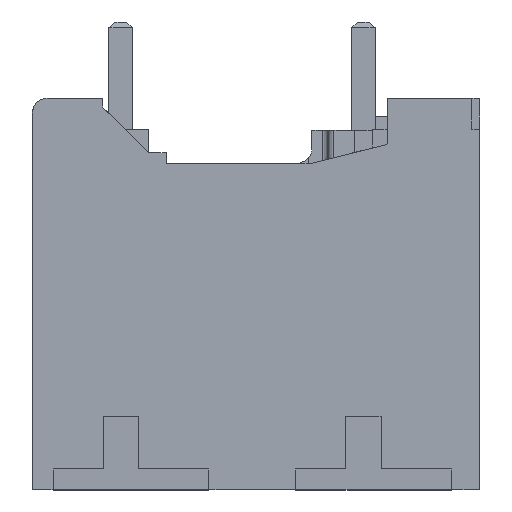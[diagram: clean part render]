
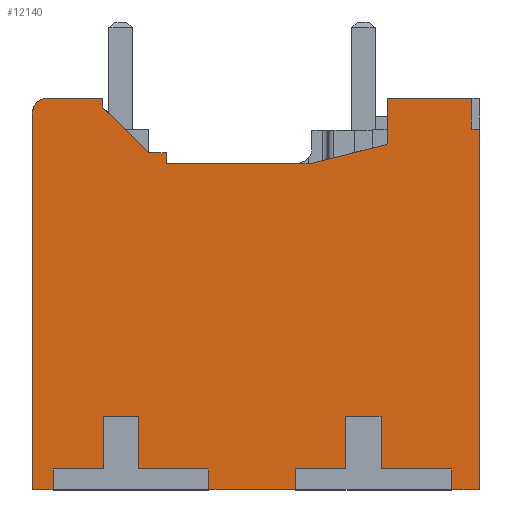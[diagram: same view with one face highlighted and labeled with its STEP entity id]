
A CAD part, top view. The second image highlights one B-rep face of the part: STEP entity #12140.
In plain terms, the highlighted planar face has unit normal (0, 0, 1).
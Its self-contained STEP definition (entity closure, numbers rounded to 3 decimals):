
#2643=DIRECTION('',(0.,1.,0.));
#2644=VECTOR('',#2643,12.25);
#2645=CARTESIAN_POINT('',(12.2,0.,2.2));
#2646=LINE('',#2645,#2644);
#2832=DIRECTION('',(-1.,0.,0.));
#2833=VECTOR('',#2832,4.959);
#2834=CARTESIAN_POINT('',(6.505,11.1,2.2));
#2835=LINE('',#2834,#2833);
#3936=DIRECTION('',(0.707,0.707,0.));
#3937=VECTOR('',#3936,0.039);
#3938=CARTESIAN_POINT('',(9.032,11.732,2.2));
#3939=LINE('',#3938,#3937);
#3940=DIRECTION('',(0.,1.,0.));
#3941=VECTOR('',#3940,1.541);
#3942=CARTESIAN_POINT('',(9.059,11.759,2.2));
#3943=LINE('',#3942,#3941);
#3944=DIRECTION('',(1.,0.,0.));
#3945=VECTOR('',#3944,2.878);
#3946=CARTESIAN_POINT('',(9.059,13.3,2.2));
#3947=LINE('',#3946,#3945);
#3948=DIRECTION('',(0.,-1.,0.));
#3949=VECTOR('',#3948,1.05);
#3950=CARTESIAN_POINT('',(11.938,13.3,2.2));
#3951=LINE('',#3950,#3949);
#3952=DIRECTION('',(-1.,0.,0.));
#3953=VECTOR('',#3952,0.95);
#3954=CARTESIAN_POINT('',(12.2,0.,2.2));
#3955=LINE('',#3954,#3953);
#3956=DIRECTION('',(0.,1.,0.));
#3957=VECTOR('',#3956,0.7);
#3958=CARTESIAN_POINT('',(11.25,0.,2.2));
#3959=LINE('',#3958,#3957);
#3960=DIRECTION('',(0.,1.,0.));
#3961=VECTOR('',#3960,1.8);
#3962=CARTESIAN_POINT('',(8.85,0.7,2.2));
#3963=LINE('',#3962,#3961);
#3964=DIRECTION('',(-1.,0.,0.));
#3965=VECTOR('',#3964,2.95);
#3966=CARTESIAN_POINT('',(5.95,0.,2.2));
#3967=LINE('',#3966,#3965);
#3968=DIRECTION('',(0.,1.,0.));
#3969=VECTOR('',#3968,0.7);
#3970=CARTESIAN_POINT('',(3.,0.,2.2));
#3971=LINE('',#3970,#3969);
#3972=DIRECTION('',(0.,1.,0.));
#3973=VECTOR('',#3972,1.8);
#3974=CARTESIAN_POINT('',(0.6,0.7,2.2));
#3975=LINE('',#3974,#3973);
#3976=DIRECTION('',(-1.,0.,0.));
#3977=VECTOR('',#3976,0.7);
#3978=CARTESIAN_POINT('',(-2.3,0.,2.2));
#3979=LINE('',#3978,#3977);
#3980=CARTESIAN_POINT('',(-2.5,12.8,2.2));
#3981=DIRECTION('',(0.,0.,-1.));
#3982=DIRECTION('',(-1.,0.,0.));
#3983=AXIS2_PLACEMENT_3D('',#3980,#3981,#3982);
#3985=DIRECTION('',(1.,0.,0.));
#3986=VECTOR('',#3985,1.895);
#3987=CARTESIAN_POINT('',(-2.5,13.3,2.2));
#3988=LINE('',#3987,#3986);
#3989=DIRECTION('',(0.,-1.,0.));
#3990=VECTOR('',#3989,0.295);
#3991=CARTESIAN_POINT('',(-0.605,13.3,2.2));
#3992=LINE('',#3991,#3990);
#3993=DIRECTION('',(0.707,-0.707,0.));
#3994=VECTOR('',#3993,2.199);
#3995=CARTESIAN_POINT('',(-0.605,13.005,2.2));
#3996=LINE('',#3995,#3994);
#3997=DIRECTION('',(1.,0.,0.));
#3998=VECTOR('',#3997,0.596);
#3999=CARTESIAN_POINT('',(0.949,11.451,2.2));
#4000=LINE('',#3999,#3998);
#4001=DIRECTION('',(0.,-1.,0.));
#4002=VECTOR('',#4001,0.351);
#4003=CARTESIAN_POINT('',(1.546,11.451,2.2));
#4004=LINE('',#4003,#4002);
#4005=DIRECTION('',(0.97,0.243,0.));
#4006=VECTOR('',#4005,2.604);
#4007=CARTESIAN_POINT('',(6.505,11.1,2.2));
#4008=LINE('',#4007,#4006);
#4477=DIRECTION('',(-1.,0.,0.));
#4478=VECTOR('',#4477,0.262);
#4479=CARTESIAN_POINT('',(12.2,12.25,2.2));
#4480=LINE('',#4479,#4478);
#4493=DIRECTION('',(1.,0.,0.));
#4494=VECTOR('',#4493,2.4);
#4495=CARTESIAN_POINT('',(8.85,0.7,2.2));
#4496=LINE('',#4495,#4494);
#4541=DIRECTION('',(1.,0.,0.));
#4542=VECTOR('',#4541,1.7);
#4543=CARTESIAN_POINT('',(5.95,0.7,2.2));
#4544=LINE('',#4543,#4542);
#4545=DIRECTION('',(0.,1.,0.));
#4546=VECTOR('',#4545,1.8);
#4547=CARTESIAN_POINT('',(7.65,0.7,2.2));
#4548=LINE('',#4547,#4546);
#4553=DIRECTION('',(1.,0.,0.));
#4554=VECTOR('',#4553,1.2);
#4555=CARTESIAN_POINT('',(7.65,2.5,2.2));
#4556=LINE('',#4555,#4554);
#4561=DIRECTION('',(0.,1.,0.));
#4562=VECTOR('',#4561,0.7);
#4563=CARTESIAN_POINT('',(5.95,0.,2.2));
#4564=LINE('',#4563,#4562);
#4573=DIRECTION('',(1.,0.,0.));
#4574=VECTOR('',#4573,2.4);
#4575=CARTESIAN_POINT('',(0.6,0.7,2.2));
#4576=LINE('',#4575,#4574);
#4621=DIRECTION('',(1.,0.,0.));
#4622=VECTOR('',#4621,1.7);
#4623=CARTESIAN_POINT('',(-2.3,0.7,2.2));
#4624=LINE('',#4623,#4622);
#4625=DIRECTION('',(0.,1.,0.));
#4626=VECTOR('',#4625,1.8);
#4627=CARTESIAN_POINT('',(-0.6,0.7,2.2));
#4628=LINE('',#4627,#4626);
#4633=DIRECTION('',(1.,0.,0.));
#4634=VECTOR('',#4633,1.2);
#4635=CARTESIAN_POINT('',(-0.6,2.5,2.2));
#4636=LINE('',#4635,#4634);
#4641=DIRECTION('',(0.,1.,0.));
#4642=VECTOR('',#4641,0.7);
#4643=CARTESIAN_POINT('',(-2.3,0.,2.2));
#4644=LINE('',#4643,#4642);
#4649=DIRECTION('',(0.,-1.,0.));
#4650=VECTOR('',#4649,12.8);
#4651=CARTESIAN_POINT('',(-3.,12.8,2.2));
#4652=LINE('',#4651,#4650);
#5269=CARTESIAN_POINT('',(-3.,0.,2.2));
#5270=VERTEX_POINT('',#5269);
#5271=CARTESIAN_POINT('',(-2.3,0.,2.2));
#5272=VERTEX_POINT('',#5271);
#5277=CARTESIAN_POINT('',(3.,0.,2.2));
#5278=VERTEX_POINT('',#5277);
#5279=CARTESIAN_POINT('',(5.95,0.,2.2));
#5280=VERTEX_POINT('',#5279);
#5285=CARTESIAN_POINT('',(11.25,0.,2.2));
#5286=VERTEX_POINT('',#5285);
#5287=CARTESIAN_POINT('',(12.2,0.,2.2));
#5288=VERTEX_POINT('',#5287);
#5649=CARTESIAN_POINT('',(12.2,12.25,2.2));
#5650=VERTEX_POINT('',#5649);
#5655=CARTESIAN_POINT('',(9.032,11.732,2.2));
#5656=CARTESIAN_POINT('',(9.059,11.759,2.2));
#5657=VERTEX_POINT('',#5655);
#5658=VERTEX_POINT('',#5656);
#5659=CARTESIAN_POINT('',(9.059,13.3,2.2));
#5660=VERTEX_POINT('',#5659);
#5661=CARTESIAN_POINT('',(11.938,13.3,2.2));
#5662=VERTEX_POINT('',#5661);
#5663=CARTESIAN_POINT('',(11.938,12.25,2.2));
#5664=VERTEX_POINT('',#5663);
#5665=CARTESIAN_POINT('',(11.25,0.7,2.2));
#5666=VERTEX_POINT('',#5665);
#5667=CARTESIAN_POINT('',(8.85,0.7,2.2));
#5668=VERTEX_POINT('',#5667);
#5669=CARTESIAN_POINT('',(8.85,2.5,2.2));
#5670=VERTEX_POINT('',#5669);
#5671=CARTESIAN_POINT('',(7.65,2.5,2.2));
#5672=VERTEX_POINT('',#5671);
#5673=CARTESIAN_POINT('',(7.65,0.7,2.2));
#5674=VERTEX_POINT('',#5673);
#5675=CARTESIAN_POINT('',(5.95,0.7,2.2));
#5676=VERTEX_POINT('',#5675);
#5677=CARTESIAN_POINT('',(3.,0.7,2.2));
#5678=VERTEX_POINT('',#5677);
#5679=CARTESIAN_POINT('',(0.6,0.7,2.2));
#5680=VERTEX_POINT('',#5679);
#5681=CARTESIAN_POINT('',(0.6,2.5,2.2));
#5682=VERTEX_POINT('',#5681);
#5683=CARTESIAN_POINT('',(-0.6,2.5,2.2));
#5684=VERTEX_POINT('',#5683);
#5685=CARTESIAN_POINT('',(-0.6,0.7,2.2));
#5686=VERTEX_POINT('',#5685);
#5687=CARTESIAN_POINT('',(-2.3,0.7,2.2));
#5688=VERTEX_POINT('',#5687);
#5689=CARTESIAN_POINT('',(-3.,12.8,2.2));
#5690=VERTEX_POINT('',#5689);
#5691=CARTESIAN_POINT('',(-2.5,13.3,2.2));
#5692=VERTEX_POINT('',#5691);
#5693=CARTESIAN_POINT('',(-0.605,13.3,2.2));
#5694=VERTEX_POINT('',#5693);
#5695=CARTESIAN_POINT('',(-0.605,13.005,2.2));
#5696=VERTEX_POINT('',#5695);
#5697=CARTESIAN_POINT('',(0.949,11.451,2.2));
#5698=VERTEX_POINT('',#5697);
#5699=CARTESIAN_POINT('',(1.546,11.451,2.2));
#5700=VERTEX_POINT('',#5699);
#5701=CARTESIAN_POINT('',(1.546,11.1,2.2));
#5702=VERTEX_POINT('',#5701);
#5703=CARTESIAN_POINT('',(6.505,11.1,2.2));
#5704=VERTEX_POINT('',#5703);
#12081=CARTESIAN_POINT('',(0.,0.,2.2));
#12082=DIRECTION('',(0.,0.,1.));
#12083=DIRECTION('',(1.,0.,0.));
#12084=AXIS2_PLACEMENT_3D('',#12081,#12082,#12083);
#12085=PLANE('',#12084);
#12087=ORIENTED_EDGE('',*,*,#12086,.T.);
#12088=ORIENTED_EDGE('',*,*,#10463,.T.);
#12089=ORIENTED_EDGE('',*,*,#10440,.T.);
#12091=ORIENTED_EDGE('',*,*,#12090,.T.);
#12093=ORIENTED_EDGE('',*,*,#12092,.F.);
#12094=ORIENTED_EDGE('',*,*,#10413,.F.);
#12095=ORIENTED_EDGE('',*,*,#6828,.T.);
#12097=ORIENTED_EDGE('',*,*,#12096,.T.);
#12099=ORIENTED_EDGE('',*,*,#12098,.F.);
#12101=ORIENTED_EDGE('',*,*,#12100,.T.);
#12103=ORIENTED_EDGE('',*,*,#12102,.F.);
#12105=ORIENTED_EDGE('',*,*,#12104,.F.);
#12107=ORIENTED_EDGE('',*,*,#12106,.F.);
#12109=ORIENTED_EDGE('',*,*,#12108,.F.);
#12110=ORIENTED_EDGE('',*,*,#6820,.T.);
#12112=ORIENTED_EDGE('',*,*,#12111,.T.);
#12114=ORIENTED_EDGE('',*,*,#12113,.F.);
#12116=ORIENTED_EDGE('',*,*,#12115,.T.);
#12118=ORIENTED_EDGE('',*,*,#12117,.F.);
#12120=ORIENTED_EDGE('',*,*,#12119,.F.);
#12122=ORIENTED_EDGE('',*,*,#12121,.F.);
#12124=ORIENTED_EDGE('',*,*,#12123,.F.);
#12125=ORIENTED_EDGE('',*,*,#6812,.T.);
#12127=ORIENTED_EDGE('',*,*,#12126,.F.);
#12128=ORIENTED_EDGE('',*,*,#12074,.T.);
#12129=ORIENTED_EDGE('',*,*,#10840,.T.);
#12130=ORIENTED_EDGE('',*,*,#10821,.T.);
#12132=ORIENTED_EDGE('',*,*,#12131,.T.);
#12133=ORIENTED_EDGE('',*,*,#10715,.T.);
#12134=ORIENTED_EDGE('',*,*,#10676,.T.);
#12135=ORIENTED_EDGE('',*,*,#10627,.F.);
#12137=ORIENTED_EDGE('',*,*,#12136,.T.);
#12138=EDGE_LOOP('',(#12087,#12088,#12089,#12091,#12093,#12094,#12095,#12097,
#12099,#12101,#12103,#12105,#12107,#12109,#12110,#12112,#12114,#12116,#12118,
#12120,#12122,#12124,#12125,#12127,#12128,#12129,#12130,#12132,#12133,#12134,
#12135,#12137));
#12139=FACE_OUTER_BOUND('',#12138,.F.);
#12140=ADVANCED_FACE('',(#12139),#12085,.T.);
#3984=CIRCLE('',#3983,0.5);
#6812=EDGE_CURVE('',#5272,#5270,#3979,.T.);
#6820=EDGE_CURVE('',#5280,#5278,#3967,.T.);
#6828=EDGE_CURVE('',#5288,#5286,#3955,.T.);
#10413=EDGE_CURVE('',#5288,#5650,#2646,.T.);
#10440=EDGE_CURVE('',#5660,#5662,#3947,.T.);
#10463=EDGE_CURVE('',#5658,#5660,#3943,.T.);
#10627=EDGE_CURVE('',#5704,#5702,#2835,.T.);
#10676=EDGE_CURVE('',#5700,#5702,#4004,.T.);
#10715=EDGE_CURVE('',#5698,#5700,#4000,.T.);
#10821=EDGE_CURVE('',#5694,#5696,#3992,.T.);
#10840=EDGE_CURVE('',#5692,#5694,#3988,.T.);
#12074=EDGE_CURVE('',#5690,#5692,#3984,.T.);
#12086=EDGE_CURVE('',#5657,#5658,#3939,.T.);
#12090=EDGE_CURVE('',#5662,#5664,#3951,.T.);
#12092=EDGE_CURVE('',#5650,#5664,#4480,.T.);
#12096=EDGE_CURVE('',#5286,#5666,#3959,.T.);
#12098=EDGE_CURVE('',#5668,#5666,#4496,.T.);
#12100=EDGE_CURVE('',#5668,#5670,#3963,.T.);
#12102=EDGE_CURVE('',#5672,#5670,#4556,.T.);
#12104=EDGE_CURVE('',#5674,#5672,#4548,.T.);
#12106=EDGE_CURVE('',#5676,#5674,#4544,.T.);
#12108=EDGE_CURVE('',#5280,#5676,#4564,.T.);
#12111=EDGE_CURVE('',#5278,#5678,#3971,.T.);
#12113=EDGE_CURVE('',#5680,#5678,#4576,.T.);
#12115=EDGE_CURVE('',#5680,#5682,#3975,.T.);
#12117=EDGE_CURVE('',#5684,#5682,#4636,.T.);
#12119=EDGE_CURVE('',#5686,#5684,#4628,.T.);
#12121=EDGE_CURVE('',#5688,#5686,#4624,.T.);
#12123=EDGE_CURVE('',#5272,#5688,#4644,.T.);
#12126=EDGE_CURVE('',#5690,#5270,#4652,.T.);
#12131=EDGE_CURVE('',#5696,#5698,#3996,.T.);
#12136=EDGE_CURVE('',#5704,#5657,#4008,.T.);
